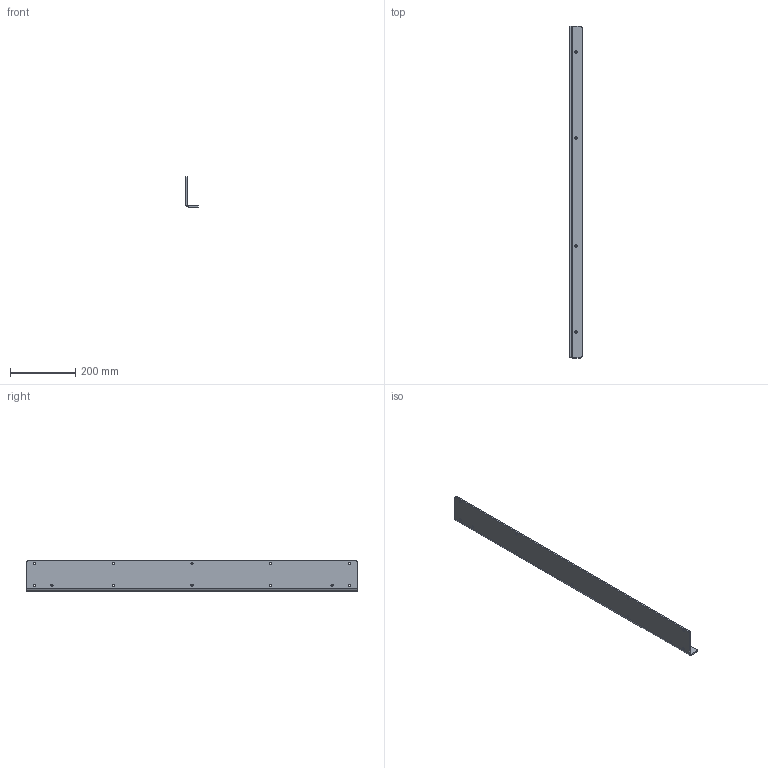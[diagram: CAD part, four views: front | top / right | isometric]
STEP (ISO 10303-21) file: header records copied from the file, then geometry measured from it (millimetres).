
FILE_DESCRIPTION(/* description */ (''),/* implementation_level */ '2;1');
FILE_NAME(/* name */ 'GE-17058-01_19.stp',/* time_stamp */ '2017-01-08T13:25:58-05:00',/* author */ ('jeff1'),/* organization */ (''),/* preprocessor_version */ 'ST-DEVELOPER v16.5',/* originating_system */ 'Autodesk Inventor 2017',/* authorisation */ '');
FILE_SCHEMA (('AUTOMOTIVE_DESIGN { 1 0 10303 214 3 1 1 }'));
Length unit declared in the file: inch
Products named in the file (1): GE-17058-01_19
Bounding box: 38.1 x 1016 x 92.08 mm (x, y, z)
Volume: 564900.7 mm3; surface area: 259954 mm2
Topology: 1 solids, 1 shells, 30 faces, 84 edges, 56 vertices
Faces by surface type: cylinder 22, plane 8
Full cylindrical faces by diameter (mm): 6.731 x16
Entity records: 1008 total; most frequent: DIRECTION 174, CARTESIAN_POINT 155, ORIENTED_EDGE 136, EDGE_LOOP 78, AXIS2_PLACEMENT_3D 75, EDGE_CURVE 68, VERTEX_POINT 56, FACE_BOUND 48
